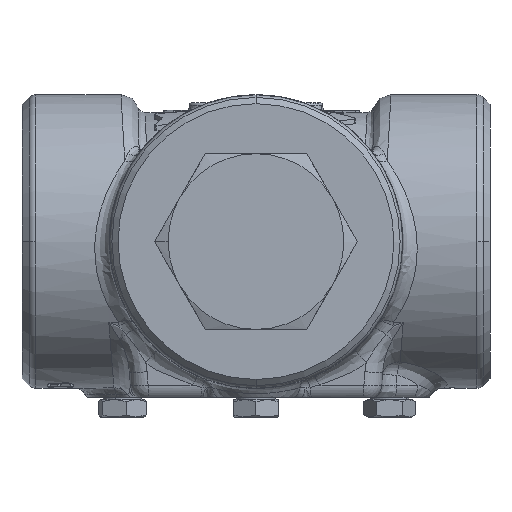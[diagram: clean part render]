
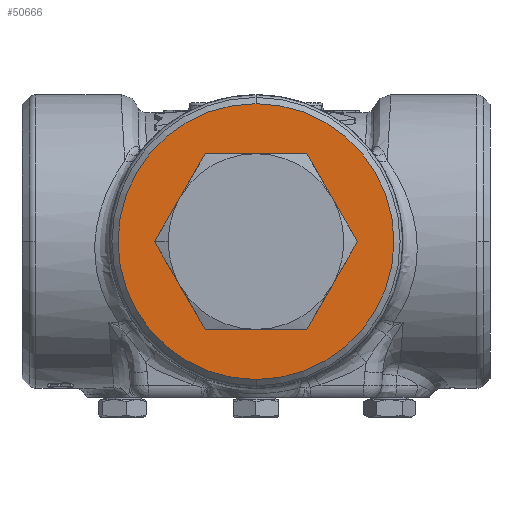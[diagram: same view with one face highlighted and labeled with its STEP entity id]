
A CAD part, front view. The second image highlights one B-rep face of the part: STEP entity #50666.
In plain terms, the highlighted planar face has unit normal (0, -1, 0).
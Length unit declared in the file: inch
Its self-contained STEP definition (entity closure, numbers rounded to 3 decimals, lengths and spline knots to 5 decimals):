
#511 = VECTOR ( 'NONE', #5778, 39.37008 ) ;
#715 = CARTESIAN_POINT ( 'NONE',  ( 0.71303, -3.679, -1.235 ) ) ;
#1863 = CARTESIAN_POINT ( 'NONE',  ( -1.42606, -3.679, 0. ) ) ;
#2268 = DIRECTION ( 'NONE',  ( -1., 0., 0. ) ) ;
#4112 = ORIENTED_EDGE ( 'NONE', *, *, #27539, .F. ) ;
#4585 = DIRECTION ( 'NONE',  ( 1., 0., 0. ) ) ;
#5253 = CARTESIAN_POINT ( 'NONE',  ( -1.42606, -3.679, 0. ) ) ;
#5778 = DIRECTION ( 'NONE',  ( -0.5, 0., -0.866 ) ) ;
#7540 = DIRECTION ( 'NONE',  ( 0.5, 0., -0.866 ) ) ;
#8253 = AXIS2_PLACEMENT_3D ( 'NONE', #55499, #31608, #16556 ) ;
#8503 = VERTEX_POINT ( 'NONE', #54725 ) ;
#8590 = VERTEX_POINT ( 'NONE', #715 ) ;
#9381 = CIRCLE ( 'NONE', #8253, 1.9385 ) ;
#10829 = DIRECTION ( 'NONE',  ( 0., -1., 0. ) ) ;
#10976 = ORIENTED_EDGE ( 'NONE', *, *, #13121, .T. ) ;
#12403 = VECTOR ( 'NONE', #4585, 39.37008 ) ;
#12550 = VECTOR ( 'NONE', #43657, 39.37008 ) ;
#13012 = EDGE_CURVE ( 'NONE', #46890, #43985, #31878, .T. ) ;
#13121 = EDGE_CURVE ( 'NONE', #8503, #62681, #40099, .T. ) ;
#15808 = PLANE ( 'NONE',  #56378 ) ;
#16556 = DIRECTION ( 'NONE',  ( 0., 0., 1. ) ) ;
#17593 = LINE ( 'NONE', #1863, #51605 ) ;
#17627 = AXIS2_PLACEMENT_3D ( 'NONE', #26204, #10829, #37249 ) ;
#17987 = ORIENTED_EDGE ( 'NONE', *, *, #58251, .T. ) ;
#18450 = ORIENTED_EDGE ( 'NONE', *, *, #27870, .F. ) ;
#18750 = VERTEX_POINT ( 'NONE', #33532 ) ;
#20831 = FACE_BOUND ( 'NONE', #62508, .T. ) ;
#22730 = CARTESIAN_POINT ( 'NONE',  ( 0.71303, -3.679, 1.235 ) ) ;
#23872 = ORIENTED_EDGE ( 'NONE', *, *, #31673, .F. ) ;
#25737 = VECTOR ( 'NONE', #61168, 39.37008 ) ;
#26170 = CARTESIAN_POINT ( 'NONE',  ( -2.53762, -3.679, -2.3125 ) ) ;
#26204 = CARTESIAN_POINT ( 'NONE',  ( 0., -3.679, 0. ) ) ;
#27539 = EDGE_CURVE ( 'NONE', #36305, #8590, #35061, .T. ) ;
#27870 = EDGE_CURVE ( 'NONE', #43985, #36305, #17593, .T. ) ;
#28893 = LINE ( 'NONE', #48675, #12550 ) ;
#29312 = CARTESIAN_POINT ( 'NONE',  ( 0., -3.679, 1.9385 ) ) ;
#31359 = CARTESIAN_POINT ( 'NONE',  ( -0.71303, -3.679, 1.235 ) ) ;
#31608 = DIRECTION ( 'NONE',  ( 0., -1., 0. ) ) ;
#31673 = EDGE_CURVE ( 'NONE', #18750, #46569, #61823, .T. ) ;
#31878 = LINE ( 'NONE', #61773, #511 ) ;
#32398 = ORIENTED_EDGE ( 'NONE', *, *, #62800, .F. ) ;
#32720 = LINE ( 'NONE', #48156, #53193 ) ;
#33532 = CARTESIAN_POINT ( 'NONE',  ( 1.42606, -3.679, 0. ) ) ;
#35061 = LINE ( 'NONE', #60233, #12403 ) ;
#36305 = VERTEX_POINT ( 'NONE', #40135 ) ;
#37249 = DIRECTION ( 'NONE',  ( 0., 0., 1. ) ) ;
#40099 = CIRCLE ( 'NONE', #17627, 1.9385 ) ;
#40135 = CARTESIAN_POINT ( 'NONE',  ( -0.71303, -3.679, -1.235 ) ) ;
#41242 = FACE_OUTER_BOUND ( 'NONE', #42557, .T. ) ;
#41326 = CARTESIAN_POINT ( 'NONE',  ( 1.42606, -3.679, 0. ) ) ;
#42557 = EDGE_LOOP ( 'NONE', ( #17987, #10976 ) ) ;
#43657 = DIRECTION ( 'NONE',  ( 0.5, 0., 0.866 ) ) ;
#43985 = VERTEX_POINT ( 'NONE', #5253 ) ;
#45635 = DIRECTION ( 'NONE',  ( 0., 0., 1. ) ) ;
#46569 = VERTEX_POINT ( 'NONE', #22730 ) ;
#46890 = VERTEX_POINT ( 'NONE', #31359 ) ;
#48156 = CARTESIAN_POINT ( 'NONE',  ( 0.71303, -3.679, 1.235 ) ) ;
#48675 = CARTESIAN_POINT ( 'NONE',  ( 0.71303, -3.679, -1.235 ) ) ;
#50666 = ADVANCED_FACE ( 'NONE', ( #20831, #41242 ), #15808, .F. ) ;
#51605 = VECTOR ( 'NONE', #7540, 39.37008 ) ;
#52881 = EDGE_CURVE ( 'NONE', #46569, #46890, #32720, .T. ) ;
#53193 = VECTOR ( 'NONE', #2268, 39.37008 ) ;
#54725 = CARTESIAN_POINT ( 'NONE',  ( 0., -3.679, -1.9385 ) ) ;
#55499 = CARTESIAN_POINT ( 'NONE',  ( 0., -3.679, 0. ) ) ;
#56378 = AXIS2_PLACEMENT_3D ( 'NONE', #26170, #56697, #45635 ) ;
#56697 = DIRECTION ( 'NONE',  ( 0., 1., 0. ) ) ;
#58251 = EDGE_CURVE ( 'NONE', #62681, #8503, #9381, .T. ) ;
#58892 = ORIENTED_EDGE ( 'NONE', *, *, #52881, .F. ) ;
#60233 = CARTESIAN_POINT ( 'NONE',  ( -0.71303, -3.679, -1.235 ) ) ;
#61168 = DIRECTION ( 'NONE',  ( -0.5, 0., 0.866 ) ) ;
#61773 = CARTESIAN_POINT ( 'NONE',  ( -0.71303, -3.679, 1.235 ) ) ;
#61823 = LINE ( 'NONE', #41326, #25737 ) ;
#62508 = EDGE_LOOP ( 'NONE', ( #4112, #18450, #65871, #58892, #23872, #32398 ) ) ;
#62681 = VERTEX_POINT ( 'NONE', #29312 ) ;
#62800 = EDGE_CURVE ( 'NONE', #8590, #18750, #28893, .T. ) ;
#65871 = ORIENTED_EDGE ( 'NONE', *, *, #13012, .F. ) ;
